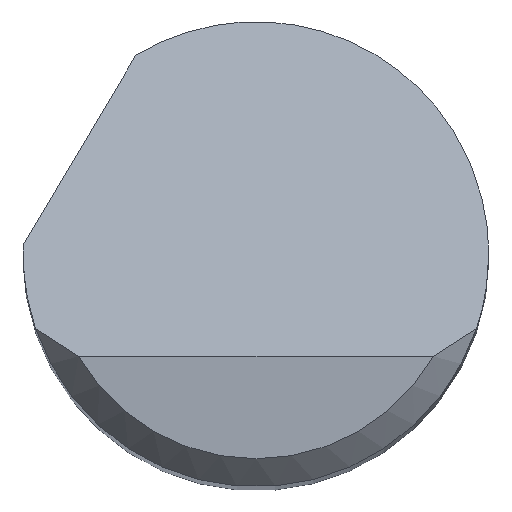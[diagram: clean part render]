
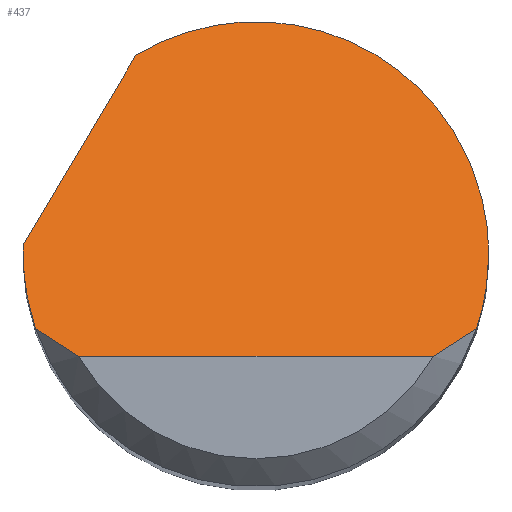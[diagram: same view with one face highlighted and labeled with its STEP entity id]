
A CAD part, top view. The second image highlights one B-rep face of the part: STEP entity #437.
In plain terms, the highlighted planar face has unit normal (0, 0.707, 0.707).
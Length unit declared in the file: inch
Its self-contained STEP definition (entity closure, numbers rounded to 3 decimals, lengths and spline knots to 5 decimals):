
#2 = ORIENTED_EDGE ( 'NONE', *, *, #106, .F. ) ;
#8 = CARTESIAN_POINT ( 'NONE',  ( 0.11843, -0.04, 1.985 ) ) ;
#36 = B_SPLINE_CURVE_WITH_KNOTS ( 'NONE', 3,
 ( #265, #286, #580, #516 ),
 .UNSPECIFIED., .F., .F.,
 ( 4, 4 ),
 ( 0., 0.0008 ),
 .UNSPECIFIED. ) ;
#47 = CARTESIAN_POINT ( 'NONE',  ( 0.125, 0., 1.945 ) ) ;
#50 = CARTESIAN_POINT ( 'NONE',  ( -0.06437, 0.10715, 1.83785 ) ) ;
#60 = CARTESIAN_POINT ( 'NONE',  ( 0.10339, -0.05031, 1.99531 ) ) ;
#72 = CARTESIAN_POINT ( 'NONE',  ( -0.09526, -0.055, 2. ) ) ;
#88 = CARTESIAN_POINT ( 'NONE',  ( -0.12279, -0.02708, 1.97208 ) ) ;
#91 = CARTESIAN_POINT ( 'NONE',  ( 0.125, 0., 1.945 ) ) ;
#106 = EDGE_CURVE ( 'NONE', #194, #716, #433, .T. ) ;
#123 = CARTESIAN_POINT ( 'NONE',  ( -0.15516, -0.04606, 1.99106 ) ) ;
#125 = ORIENTED_EDGE ( 'NONE', *, *, #547, .T. ) ;
#138 = ORIENTED_EDGE ( 'NONE', *, *, #657, .F. ) ;
#142 = DIRECTION ( 'NONE',  ( 1., 0., 0. ) ) ;
#148 = CARTESIAN_POINT ( 'NONE',  ( 0.11843, -0.04, 1.985 ) ) ;
#185 = LINE ( 'NONE', #419, #608 ) ;
#188 = VERTEX_POINT ( 'NONE', #72 ) ;
#194 = VERTEX_POINT ( 'NONE', #701 ) ;
#197 =( BOUNDED_CURVE ( )  B_SPLINE_CURVE ( 3, ( #259, #725, #669, #148 ),
 .UNSPECIFIED., .F., .F. ) 
 B_SPLINE_CURVE_WITH_KNOTS ( ( 4, 4 ),
 ( 1.5708, 1.89653 ),
 .UNSPECIFIED. ) 
 CURVE ( )  GEOMETRIC_REPRESENTATION_ITEM ( )  RATIONAL_B_SPLINE_CURVE ( ( 1., 0.991, 0.991, 1. ) ) 
 REPRESENTATION_ITEM ( '' )  );
#219 = CARTESIAN_POINT ( 'NONE',  ( -0.11843, -0.04, 1.985 ) ) ;
#253 = CARTESIAN_POINT ( 'NONE',  ( -0.11843, -0.04, 1.985 ) ) ;
#255 = CARTESIAN_POINT ( 'NONE',  ( -0.1249, 0.005, 1.94 ) ) ;
#259 = CARTESIAN_POINT ( 'NONE',  ( 0.125, 0., 1.945 ) ) ;
#265 = CARTESIAN_POINT ( 'NONE',  ( -0.11843, -0.04, 1.985 ) ) ;
#268 = PLANE ( 'NONE',  #440 ) ;
#279 = CARTESIAN_POINT ( 'NONE',  ( -0.125, -0.055, 2. ) ) ;
#286 = CARTESIAN_POINT ( 'NONE',  ( -0.11107, -0.04528, 1.99028 ) ) ;
#300 = CARTESIAN_POINT ( 'NONE',  ( 0.09526, -0.055, 2. ) ) ;
#307 = VERTEX_POINT ( 'NONE', #255 ) ;
#308 = CARTESIAN_POINT ( 'NONE',  ( -0.12497, 0.00333, 1.94167 ) ) ;
#315 = CARTESIAN_POINT ( 'NONE',  ( -0.1249, 0.005, 1.94 ) ) ;
#316 = CARTESIAN_POINT ( 'NONE',  ( 0.11843, -0.04, 1.985 ) ) ;
#371 = CARTESIAN_POINT ( 'NONE',  ( -0.125, 0., 1.945 ) ) ;
#387 = VECTOR ( 'NONE', #638, 39.37008 ) ;
#404 = VERTEX_POINT ( 'NONE', #316 ) ;
#414 = EDGE_CURVE ( 'NONE', #716, #404, #197, .T. ) ;
#419 = CARTESIAN_POINT ( 'NONE',  ( 0., -0.055, 2. ) ) ;
#433 =( BOUNDED_CURVE ( )  B_SPLINE_CURVE ( 3, ( #50, #562, #749, #47 ),
 .UNSPECIFIED., .F., .T. ) 
 B_SPLINE_CURVE_WITH_KNOTS ( ( 4, 4 ),
 ( 5.74227, 7.85398 ),
 .UNSPECIFIED. ) 
 CURVE ( )  GEOMETRIC_REPRESENTATION_ITEM ( )  RATIONAL_B_SPLINE_CURVE ( ( 1., 0.662, 0.662, 1. ) ) 
 REPRESENTATION_ITEM ( '' )  );
#436 = ORIENTED_EDGE ( 'NONE', *, *, #414, .F. ) ;
#437 = ADVANCED_FACE ( 'NONE', ( #558 ), #268, .F. ) ;
#440 = AXIS2_PLACEMENT_3D ( 'NONE', #279, #446, #571 ) ;
#446 = DIRECTION ( 'NONE',  ( 0., -0.707, -0.707 ) ) ;
#450 =( BOUNDED_CURVE ( )  B_SPLINE_CURVE ( 3, ( #727, #554, #308, #315 ),
 .UNSPECIFIED., .F., .T. ) 
 B_SPLINE_CURVE_WITH_KNOTS ( ( 4, 4 ),
 ( 4.71239, 4.7524 ),
 .UNSPECIFIED. ) 
 CURVE ( )  GEOMETRIC_REPRESENTATION_ITEM ( )  RATIONAL_B_SPLINE_CURVE ( ( 1., 1., 1., 1. ) ) 
 REPRESENTATION_ITEM ( '' )  );
#464 = ORIENTED_EDGE ( 'NONE', *, *, #692, .F. ) ;
#478 = CARTESIAN_POINT ( 'NONE',  ( 0.11107, -0.04528, 1.99028 ) ) ;
#490 = CARTESIAN_POINT ( 'NONE',  ( -0.125, -0.01363, 1.95863 ) ) ;
#494 = VERTEX_POINT ( 'NONE', #219 ) ;
#507 = EDGE_LOOP ( 'NONE', ( #582, #125, #436, #2, #591, #138, #464, #595 ) ) ;
#516 = CARTESIAN_POINT ( 'NONE',  ( -0.09526, -0.055, 2. ) ) ;
#523 = CARTESIAN_POINT ( 'NONE',  ( 0.09526, -0.055, 2. ) ) ;
#527 = CARTESIAN_POINT ( 'NONE',  ( -0.125, 0., 1.945 ) ) ;
#530 =( BOUNDED_CURVE ( )  B_SPLINE_CURVE ( 3, ( #253, #88, #490, #371 ),
 .UNSPECIFIED., .F., .F. ) 
 B_SPLINE_CURVE_WITH_KNOTS ( ( 4, 4 ),
 ( 4.38666, 4.71239 ),
 .UNSPECIFIED. ) 
 CURVE ( )  GEOMETRIC_REPRESENTATION_ITEM ( )  RATIONAL_B_SPLINE_CURVE ( ( 1., 0.991, 0.991, 1. ) ) 
 REPRESENTATION_ITEM ( '' )  );
#536 = VERTEX_POINT ( 'NONE', #300 ) ;
#547 = EDGE_CURVE ( 'NONE', #536, #404, #583, .T. ) ;
#554 = CARTESIAN_POINT ( 'NONE',  ( -0.125, 0.00167, 1.94333 ) ) ;
#558 = FACE_OUTER_BOUND ( 'NONE', #507, .T. ) ;
#562 = CARTESIAN_POINT ( 'NONE',  ( 0.0296, 0.1636, 1.7814 ) ) ;
#563 = EDGE_CURVE ( 'NONE', #307, #194, #646, .T. ) ;
#564 = VERTEX_POINT ( 'NONE', #527 ) ;
#571 = DIRECTION ( 'NONE',  ( 0., 0.707, -0.707 ) ) ;
#580 = CARTESIAN_POINT ( 'NONE',  ( -0.10339, -0.05031, 1.99531 ) ) ;
#582 = ORIENTED_EDGE ( 'NONE', *, *, #619, .T. ) ;
#583 = B_SPLINE_CURVE_WITH_KNOTS ( 'NONE', 3,
 ( #523, #60, #478, #8 ),
 .UNSPECIFIED., .F., .F.,
 ( 4, 4 ),
 ( 0., 0.0008 ),
 .UNSPECIFIED. ) ;
#591 = ORIENTED_EDGE ( 'NONE', *, *, #563, .F. ) ;
#595 = ORIENTED_EDGE ( 'NONE', *, *, #737, .T. ) ;
#608 = VECTOR ( 'NONE', #142, 39.37008 ) ;
#619 = EDGE_CURVE ( 'NONE', #188, #536, #185, .T. ) ;
#638 = DIRECTION ( 'NONE',  ( 0.386, 0.652, -0.652 ) ) ;
#646 = LINE ( 'NONE', #123, #387 ) ;
#657 = EDGE_CURVE ( 'NONE', #564, #307, #450, .T. ) ;
#669 = CARTESIAN_POINT ( 'NONE',  ( 0.12279, -0.02708, 1.97208 ) ) ;
#692 = EDGE_CURVE ( 'NONE', #494, #564, #530, .T. ) ;
#701 = CARTESIAN_POINT ( 'NONE',  ( -0.06437, 0.10715, 1.83785 ) ) ;
#716 = VERTEX_POINT ( 'NONE', #91 ) ;
#725 = CARTESIAN_POINT ( 'NONE',  ( 0.125, -0.01363, 1.95863 ) ) ;
#727 = CARTESIAN_POINT ( 'NONE',  ( -0.125, 0., 1.945 ) ) ;
#737 = EDGE_CURVE ( 'NONE', #494, #188, #36, .T. ) ;
#749 = CARTESIAN_POINT ( 'NONE',  ( 0.125, 0.10961, 1.83539 ) ) ;
